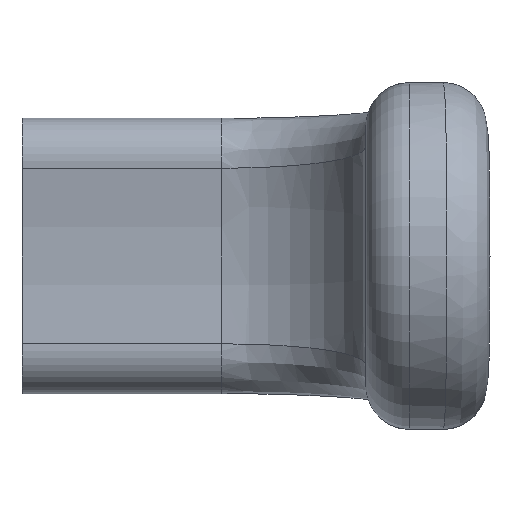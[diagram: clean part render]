
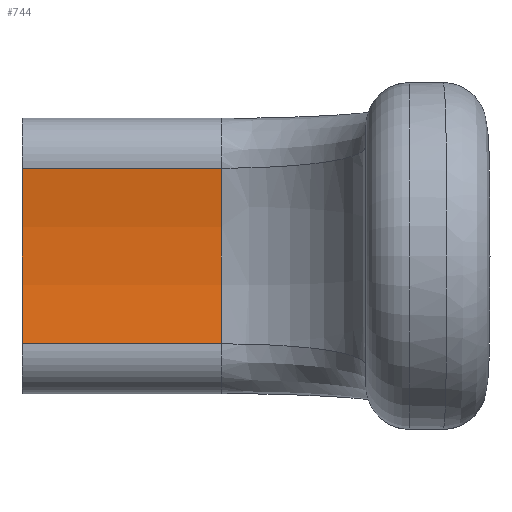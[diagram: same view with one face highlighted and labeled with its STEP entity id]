
A CAD part, front view. The second image highlights one B-rep face of the part: STEP entity #744.
In plain terms, the highlighted cylindrical face has radius 40 mm (diameter 80 mm), a partial arc.
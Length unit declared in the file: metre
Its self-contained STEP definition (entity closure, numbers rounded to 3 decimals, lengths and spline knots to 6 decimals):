
#62=CYLINDRICAL_SURFACE('',#825,0.04);
#86=CIRCLE('',#815,0.04);
#91=CIRCLE('',#826,0.04);
#167=ORIENTED_EDGE('',*,*,#362,.T.);
#168=ORIENTED_EDGE('',*,*,#378,.T.);
#169=ORIENTED_EDGE('',*,*,#379,.T.);
#170=ORIENTED_EDGE('',*,*,#380,.T.);
#362=EDGE_CURVE('',#469,#468,#86,.T.);
#378=EDGE_CURVE('',#468,#482,#534,.F.);
#379=EDGE_CURVE('',#482,#483,#91,.F.);
#380=EDGE_CURVE('',#483,#469,#535,.T.);
#468=VERTEX_POINT('',#1227);
#469=VERTEX_POINT('',#1229);
#482=VERTEX_POINT('',#1268);
#483=VERTEX_POINT('',#1270);
#534=LINE('',#1267,#563);
#535=LINE('',#1271,#564);
#563=VECTOR('',#969,1.);
#564=VECTOR('',#972,1.);
#589=EDGE_LOOP('',(#167,#168,#169,#170));
#661=FACE_BOUND('',#589,.T.);
#744=ADVANCED_FACE('',(#661),#62,.F.);
#815=AXIS2_PLACEMENT_3D('',#1228,#939,#940);
#825=AXIS2_PLACEMENT_3D('',#1266,#967,#968);
#826=AXIS2_PLACEMENT_3D('',#1269,#970,#971);
#939=DIRECTION('',(-1.,0.,0.));
#940=DIRECTION('',(0.,-1.,0.));
#967=DIRECTION('',(-1.,0.,0.));
#968=DIRECTION('',(0.,-1.,0.));
#969=DIRECTION('',(-1.,0.,0.));
#970=DIRECTION('',(-1.,0.,0.));
#971=DIRECTION('',(0.,-1.,0.));
#972=DIRECTION('',(-1.,0.,0.));
#1227=CARTESIAN_POINT('',(0.,0.039535,-0.00608));
#1228=CARTESIAN_POINT('',(0.,0.,0.));
#1229=CARTESIAN_POINT('',(0.,0.039535,0.00608));
#1266=CARTESIAN_POINT('',(0.0238,0.,0.));
#1267=CARTESIAN_POINT('',(0.0238,0.039535,-0.00608));
#1268=CARTESIAN_POINT('',(0.0138,0.039535,-0.00608));
#1269=CARTESIAN_POINT('',(0.0138,0.,0.));
#1270=CARTESIAN_POINT('',(0.0138,0.039535,0.00608));
#1271=CARTESIAN_POINT('',(0.0238,0.039535,0.00608));
